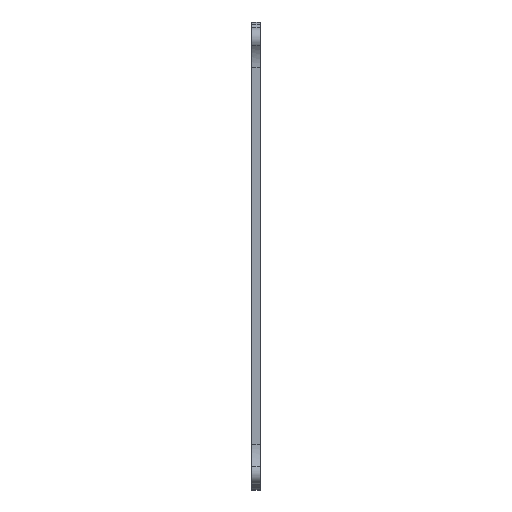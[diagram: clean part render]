
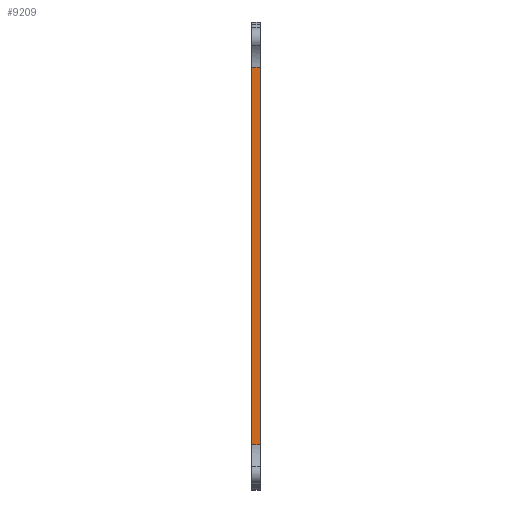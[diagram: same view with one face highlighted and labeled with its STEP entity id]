
A CAD part, left-side view. The second image highlights one B-rep face of the part: STEP entity #9209.
In plain terms, the highlighted planar face has unit normal (-1, 0, 0).
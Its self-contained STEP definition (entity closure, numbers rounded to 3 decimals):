
#998=FACE_OUTER_BOUND('',#1579,.T.);
#1579=EDGE_LOOP('',(#7417,#7418,#7419,#7420));
#1970=LINE('',#13474,#2863);
#2180=LINE('',#14940,#3073);
#2489=LINE('',#16544,#3382);
#2490=LINE('',#16546,#3383);
#2863=VECTOR('',#10545,10.);
#3073=VECTOR('',#11201,10.);
#3382=VECTOR('',#12094,10.);
#3383=VECTOR('',#12097,10.);
#3770=VERTEX_POINT('',#13468);
#3771=VERTEX_POINT('',#13473);
#4231=VERTEX_POINT('',#14934);
#4232=VERTEX_POINT('',#14939);
#4716=EDGE_CURVE('',#3770,#3771,#1970,.T.);
#5179=EDGE_CURVE('',#4232,#4231,#2180,.T.);
#5727=EDGE_CURVE('',#4231,#3771,#2489,.T.);
#5728=EDGE_CURVE('',#4232,#3770,#2490,.T.);
#7417=ORIENTED_EDGE('',*,*,#5179,.T.);
#7418=ORIENTED_EDGE('',*,*,#5727,.T.);
#7419=ORIENTED_EDGE('',*,*,#4716,.F.);
#7420=ORIENTED_EDGE('',*,*,#5728,.F.);
#8924=PLANE('',#10127);
#9209=ADVANCED_FACE('',(#998),#8924,.T.);
#10127=AXIS2_PLACEMENT_3D('',#16545,#12095,#12096);
#10545=DIRECTION('',(0.,0.,-1.));
#11201=DIRECTION('',(0.,0.,-1.));
#12094=DIRECTION('',(0.,-1.,0.));
#12095=DIRECTION('center_axis',(-1.,0.,0.));
#12096=DIRECTION('ref_axis',(0.,0.,
-1.));
#12097=DIRECTION('',(0.,-1.,0.));
#13468=CARTESIAN_POINT('',(-30.575,41.945,72.909));
#13473=CARTESIAN_POINT('',(-30.575,41.945,3.292));
#13474=CARTESIAN_POINT('',(-30.575,41.945,72.909));
#14934=CARTESIAN_POINT('',(-30.575,43.445,3.292));
#14939=CARTESIAN_POINT('',(-30.575,43.445,72.909));
#14940=CARTESIAN_POINT('',(-30.575,43.445,72.909));
#16544=CARTESIAN_POINT('',(-30.575,43.445,3.292));
#16545=CARTESIAN_POINT('Origin',(-30.575,43.445,72.909));
#16546=CARTESIAN_POINT('',(-30.575,43.445,72.909));
